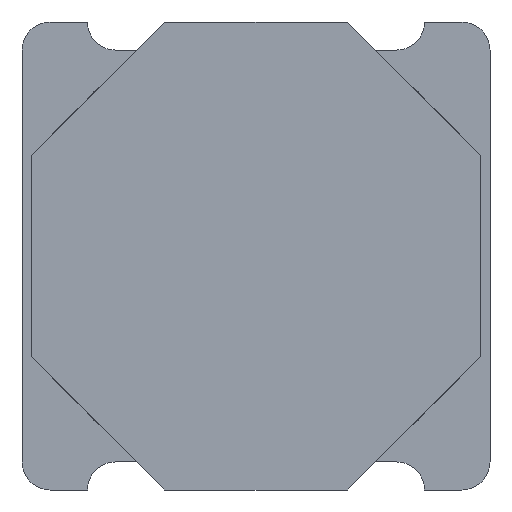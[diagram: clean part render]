
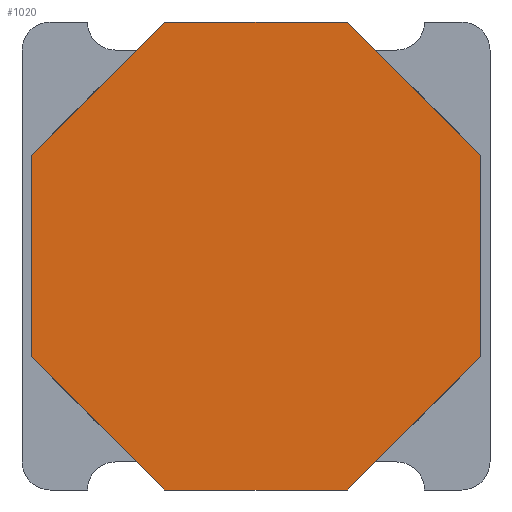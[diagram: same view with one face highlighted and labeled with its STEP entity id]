
A CAD part, front view. The second image highlights one B-rep face of the part: STEP entity #1020.
In plain terms, the highlighted planar face has unit normal (0, -1, 0).
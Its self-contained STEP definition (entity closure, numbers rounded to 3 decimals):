
#1=DIRECTION('',(-0.707,0.,0.707));
#2=VECTOR('',#1,2.014);
#3=CARTESIAN_POINT('',(-0.976,0.,-2.5));
#4=LINE('',#3,#2);
#5=DIRECTION('',(0.,0.,1.));
#6=VECTOR('',#5,2.152);
#7=CARTESIAN_POINT('',(-2.4,0.,-1.076));
#8=LINE('',#7,#6);
#9=DIRECTION('',(0.707,0.,0.707));
#10=VECTOR('',#9,2.014);
#11=CARTESIAN_POINT('',(-2.4,0.,1.076));
#12=LINE('',#11,#10);
#13=DIRECTION('',(1.,0.,0.));
#14=VECTOR('',#13,1.952);
#15=CARTESIAN_POINT('',(-0.976,0.,2.5));
#16=LINE('',#15,#14);
#17=DIRECTION('',(0.707,0.,-0.707));
#18=VECTOR('',#17,2.014);
#19=CARTESIAN_POINT('',(0.976,0.,2.5));
#20=LINE('',#19,#18);
#21=DIRECTION('',(0.,0.,-1.));
#22=VECTOR('',#21,2.152);
#23=CARTESIAN_POINT('',(2.4,0.,1.076));
#24=LINE('',#23,#22);
#25=DIRECTION('',(-0.707,0.,-0.707));
#26=VECTOR('',#25,2.014);
#27=CARTESIAN_POINT('',(2.4,0.,-1.076));
#28=LINE('',#27,#26);
#29=DIRECTION('',(-1.,0.,0.));
#30=VECTOR('',#29,1.952);
#31=CARTESIAN_POINT('',(0.976,0.,-2.5));
#32=LINE('',#31,#30);
#805=CARTESIAN_POINT('',(-2.4,0.,-1.076));
#806=CARTESIAN_POINT('',(-2.4,0.,1.076));
#807=VERTEX_POINT('',#805);
#808=VERTEX_POINT('',#806);
#809=CARTESIAN_POINT('',(-0.976,0.,2.5));
#810=CARTESIAN_POINT('',(0.976,0.,2.5));
#811=VERTEX_POINT('',#809);
#812=VERTEX_POINT('',#810);
#813=CARTESIAN_POINT('',(2.4,0.,1.076));
#814=CARTESIAN_POINT('',(2.4,0.,-1.076));
#815=VERTEX_POINT('',#813);
#816=VERTEX_POINT('',#814);
#817=CARTESIAN_POINT('',(0.976,0.,-2.5));
#818=CARTESIAN_POINT('',(-0.976,0.,-2.5));
#819=VERTEX_POINT('',#817);
#820=VERTEX_POINT('',#818);
#997=CARTESIAN_POINT('',(0.,0.,0.));
#998=DIRECTION('',(0.,1.,0.));
#999=DIRECTION('',(1.,0.,0.));
#1000=AXIS2_PLACEMENT_3D('',#997,#998,#999);
#1001=PLANE('',#1000);
#1003=ORIENTED_EDGE('',*,*,#1002,.T.);
#1005=ORIENTED_EDGE('',*,*,#1004,.T.);
#1007=ORIENTED_EDGE('',*,*,#1006,.T.);
#1009=ORIENTED_EDGE('',*,*,#1008,.T.);
#1011=ORIENTED_EDGE('',*,*,#1010,.T.);
#1013=ORIENTED_EDGE('',*,*,#1012,.T.);
#1015=ORIENTED_EDGE('',*,*,#1014,.T.);
#1017=ORIENTED_EDGE('',*,*,#1016,.T.);
#1018=EDGE_LOOP('',(#1003,#1005,#1007,#1009,#1011,#1013,#1015,#1017));
#1019=FACE_OUTER_BOUND('',#1018,.F.);
#1020=ADVANCED_FACE('',(#1019),#1001,.F.);
#1002=EDGE_CURVE('',#820,#807,#4,.T.);
#1004=EDGE_CURVE('',#807,#808,#8,.T.);
#1006=EDGE_CURVE('',#808,#811,#12,.T.);
#1008=EDGE_CURVE('',#811,#812,#16,.T.);
#1010=EDGE_CURVE('',#812,#815,#20,.T.);
#1012=EDGE_CURVE('',#815,#816,#24,.T.);
#1014=EDGE_CURVE('',#816,#819,#28,.T.);
#1016=EDGE_CURVE('',#819,#820,#32,.T.);
